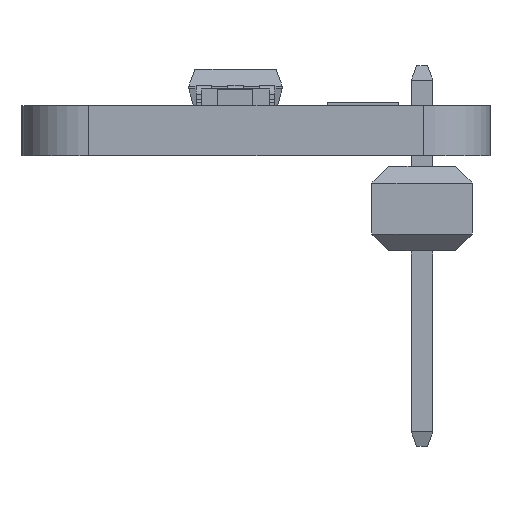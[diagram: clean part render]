
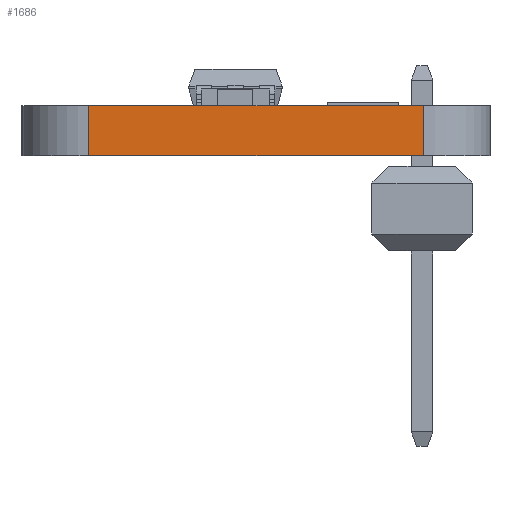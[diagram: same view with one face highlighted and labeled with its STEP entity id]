
A CAD part, left-side view. The second image highlights one B-rep face of the part: STEP entity #1686.
In plain terms, the highlighted planar face has unit normal (-1, 0, 0).
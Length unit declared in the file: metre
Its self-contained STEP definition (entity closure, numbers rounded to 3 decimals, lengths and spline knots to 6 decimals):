
#54 = EDGE_CURVE('',#55,#57,#59,.T.);
#55 = VERTEX_POINT('',#56);
#56 = CARTESIAN_POINT('',(0.,0.012,0.0015));
#57 = VERTEX_POINT('',#58);
#58 = CARTESIAN_POINT('',(0.,0.002,0.0015));
#59 = LINE('',#60,#61);
#60 = CARTESIAN_POINT('',(0.,0.012,0.0015));
#61 = VECTOR('',#62,0.001);
#62 = DIRECTION('',(0.,-1.,0.));
#1188 = EDGE_CURVE('',#1189,#1191,#1193,.T.);
#1189 = VERTEX_POINT('',#1190);
#1190 = CARTESIAN_POINT('',(0.,0.012,0.));
#1191 = VERTEX_POINT('',#1192);
#1192 = CARTESIAN_POINT('',(0.,0.002,0.));
#1193 = LINE('',#1194,#1195);
#1194 = CARTESIAN_POINT('',(0.,0.012,0.));
#1195 = VECTOR('',#1196,0.001);
#1196 = DIRECTION('',(0.,-1.,0.));
#1686 = ADVANCED_FACE('',(#1687),#1703,.T.);
#1687 = FACE_BOUND('',#1688,.T.);
#1688 = EDGE_LOOP('',(#1689,#1690,#1696,#1697));
#1689 = ORIENTED_EDGE('',*,*,#1188,.T.);
#1690 = ORIENTED_EDGE('',*,*,#1691,.T.);
#1691 = EDGE_CURVE('',#1191,#57,#1692,.T.);
#1692 = LINE('',#1693,#1694);
#1693 = CARTESIAN_POINT('',(0.,0.002,0.));
#1694 = VECTOR('',#1695,0.001);
#1695 = DIRECTION('',(0.,0.,1.));
#1696 = ORIENTED_EDGE('',*,*,#54,.F.);
#1697 = ORIENTED_EDGE('',*,*,#1698,.F.);
#1698 = EDGE_CURVE('',#1189,#55,#1699,.T.);
#1699 = LINE('',#1700,#1701);
#1700 = CARTESIAN_POINT('',(0.,0.012,0.));
#1701 = VECTOR('',#1702,0.001);
#1702 = DIRECTION('',(0.,0.,1.));
#1703 = PLANE('',#1704);
#1704 = AXIS2_PLACEMENT_3D('',#1705,#1706,#1707);
#1705 = CARTESIAN_POINT('',(0.,0.012,0.));
#1706 = DIRECTION('',(-1.,0.,0.));
#1707 = DIRECTION('',(0.,-1.,0.));
